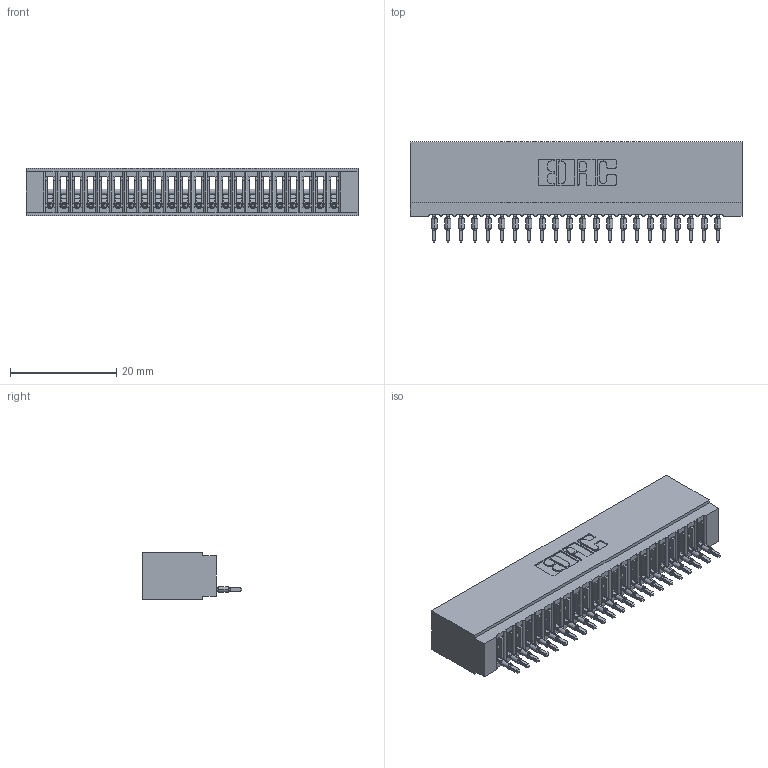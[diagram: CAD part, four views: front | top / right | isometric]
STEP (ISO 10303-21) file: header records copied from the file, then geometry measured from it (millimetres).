
FILE_DESCRIPTION (( 'STEP AP203' ), '1' );
FILE_NAME ('725-022-520-101.STEP', '2020-09-09T19:51:15', ( '' ), ( '' ), 'SwSTEP 2.0', 'SolidWorks 2020', '' );
FILE_SCHEMA (( 'CONFIG_CONTROL_DESIGN' ));
Length unit declared in the file: inch
Products named in the file (3): 745-292-001_520; 725 Part_Insulator Option - 01; 725-022-520-101
Assembly tree (23 placements, depth 2):
  725-022-520-101
    725 Part_Insulator Option - 01
    745-292-001_520  x22
Bounding box: 62.48 x 18.81 x 8.89 mm (x, y, z)
Volume: 4821.9 mm3; surface area: 8793.8 mm2
Topology: 23 solids, 23 shells, 2559 faces, 7030 edges, 4436 vertices
Faces by surface type: plane 1529, cylinder 458, bspline 440, torus 132
Entity records: 39034 total; most frequent: CARTESIAN_POINT 7377, ORIENTED_EDGE 6794, DIRECTION 5911, EDGE_CURVE 3397, LINE 3083, VECTOR 3083, VERTEX_POINT 2168, AXIS2_PLACEMENT_3D 1414
